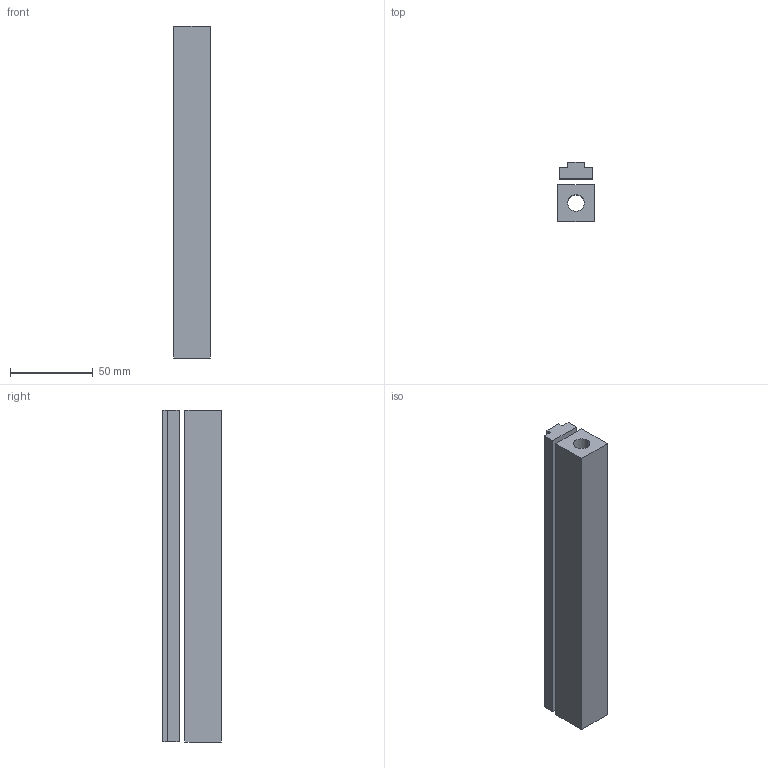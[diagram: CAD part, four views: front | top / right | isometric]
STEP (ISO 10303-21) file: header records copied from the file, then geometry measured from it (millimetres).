
FILE_DESCRIPTION(('Creo Elements/Direct Modeling STEP Export'),'2;1');
FILE_NAME('55.0105_Profillängsverbinder-MMS-44_200mm-M8.stp','2022-03-21T 8:06:32',(''),(''),'PTC Creo Elements/Direct Modeling STEP processor for AP214 (Solid Model)','PTC Creo Elements/Direct Modeling 19.0C 15-Aug-2015 (C) Parametric Technology GmbH','');
FILE_SCHEMA(('AUTOMOTIVE_DESIGN { 1 0 10303 214 1 1 1 1 }'));
Length unit declared in the file: millimetre
Products named in the file (4): Profilkern-MMS-44_200x22x22_96.4022_PX175473.02; Klemmschiene-MMS-55_Profillängsverbinder_96.5004_PX176024; Gewindestift-DIN913_M8x10-45H-verz_16467_PX176023.3; Profillängsverbinder-MMS-44_200mm-M8_55.0105_PX176027
Assembly tree (6 placements, depth 2):
  Profillängsverbinder-MMS-44_200mm-M8_55.0105_PX176027
    Gewindestift-DIN913_M8x10-45H-verz_16467_PX176023.3  x4
    Klemmschiene-MMS-55_Profillängsverbinder_96.5004_PX176024
    Profilkern-MMS-44_200x22x22_96.4022_PX175473.02
Bounding box: 22 x 35.5 x 200 mm (x, y, z)
Volume: 115283.7 mm3; surface area: 39159 mm2
Topology: 6 solids, 6 shells, 94 faces, 210 edges, 132 vertices
Faces by surface type: plane 52, cone 24, cylinder 18
Entity records: 1657 total; most frequent: ORIENTED_EDGE 252, DIRECTION 248, CARTESIAN_POINT 244, EDGE_CURVE 126, VECTOR 84, LINE 84, AXIS2_PLACEMENT_3D 82, VERTEX_POINT 78
